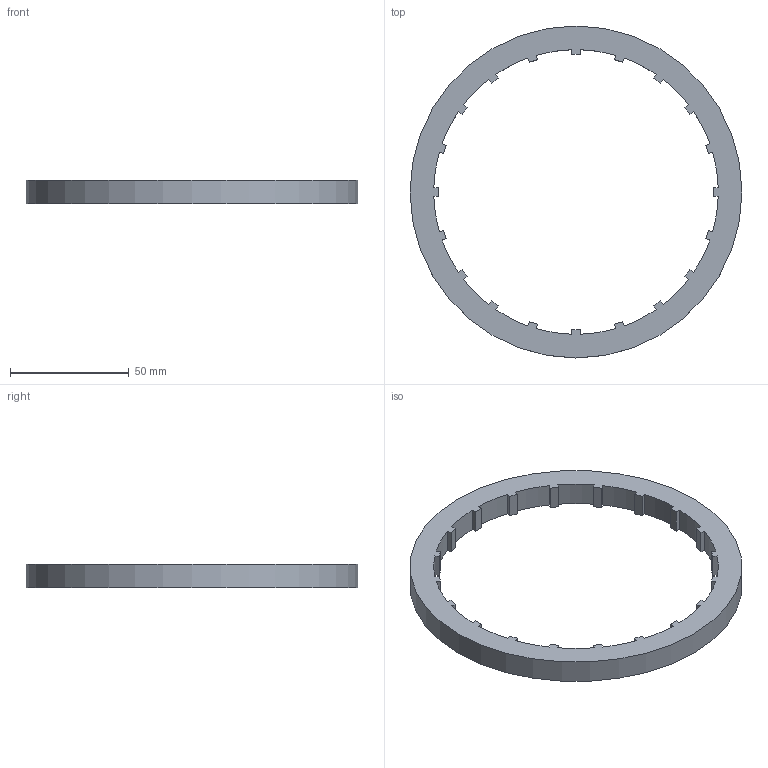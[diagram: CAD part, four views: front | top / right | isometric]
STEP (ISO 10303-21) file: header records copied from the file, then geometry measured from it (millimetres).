
FILE_DESCRIPTION(/* description */ (''),/* implementation_level */ '2;1');
FILE_NAME(/* name */ 'OUTERFLEX thin v1.step',/* time_stamp */ '2018-11-20T14:57:17+00:00',/* author */ ('rebecca.harding'),/* organization */ (''),/* preprocessor_version */ 'ST-DEVELOPER v17.2',/* originating_system */ 'Autodesk Translation Framework v7.6.0.251',/* authorisation */ '');
FILE_SCHEMA (('AUTOMOTIVE_DESIGN { 1 0 10303 214 3 1 1 }'));
Length unit declared in the file: millimetre
Products named in the file (1): OUTERFLEX thin
Bounding box: 140 x 140 x 10 mm (x, y, z)
Volume: 42202.2 mm3; surface area: 17357.7 mm2
Topology: 1 solids, 1 shells, 83 faces, 243 edges, 162 vertices
Faces by surface type: plane 62, cylinder 21
Full cylindrical faces by diameter (mm): 140 x1
Entity records: 2776 total; most frequent: CARTESIAN_POINT 489, ORIENTED_EDGE 486, DIRECTION 453, EDGE_CURVE 243, LINE 201, VECTOR 201, VERTEX_POINT 162, AXIS2_PLACEMENT_3D 126
